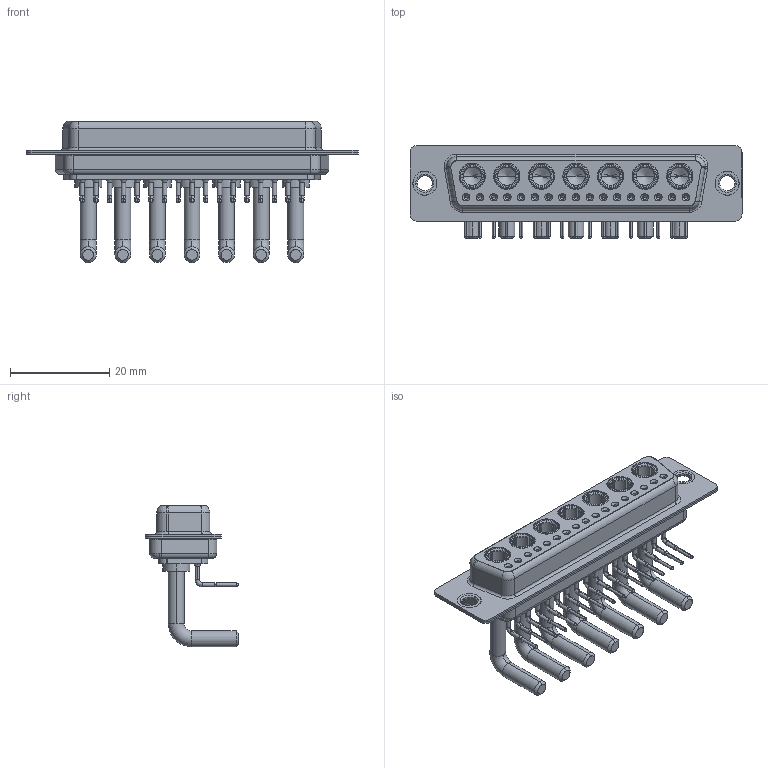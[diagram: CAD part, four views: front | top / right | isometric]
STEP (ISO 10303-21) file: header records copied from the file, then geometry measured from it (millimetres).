
FILE_DESCRIPTION (( 'STEP AP203' ), '1' );
FILE_NAME ('630-24W7650-3N1.STEP', '2022-06-09T04:53:58', ( '' ), ( '' ), 'SwSTEP 2.0', 'SolidWorks 2020', '' );
FILE_SCHEMA (( 'CONFIG_CONTROL_DESIGN' ));
Length unit declared in the file: millimetre
Products named in the file (7): Power Socket_Ext 30A RA 50; 630Combo Housing_24W7; 630Combo Thru Hole Rivet; 630Combo Shell Front_50 Contacts; 630Combo Shell Rear_50 Contacts; 630Combo Contact Row 3; 630-24W7650-3N1
Assembly tree (29 placements, depth 2):
  630-24W7650-3N1
    630Combo Housing_24W7
    630Combo Shell Front_50 Contacts
    630Combo Shell Rear_50 Contacts
    630Combo Thru Hole Rivet  x2
    Power Socket_Ext 30A RA 50  x7
    630Combo Contact Row 3  x17
Bounding box: 67 x 18.8 x 28.53 mm (x, y, z)
Volume: 7805.3 mm3; surface area: 15494.5 mm2
Topology: 36 solids, 36 shells, 1700 faces, 4340 edges, 2747 vertices
Faces by surface type: cylinder 687, plane 525, cone 306, torus 107, bspline 75
Entity records: 19387 total; most frequent: CARTESIAN_POINT 3450, DIRECTION 3364, ORIENTED_EDGE 2832, EDGE_CURVE 1416, AXIS2_PLACEMENT_3D 1408, VERTEX_POINT 901, CIRCLE 779, EDGE_LOOP 737
